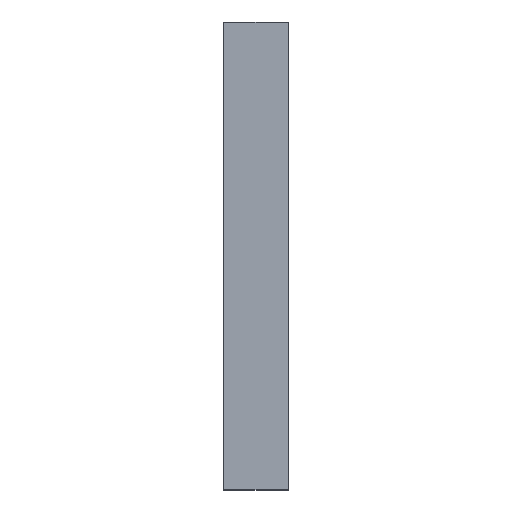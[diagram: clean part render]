
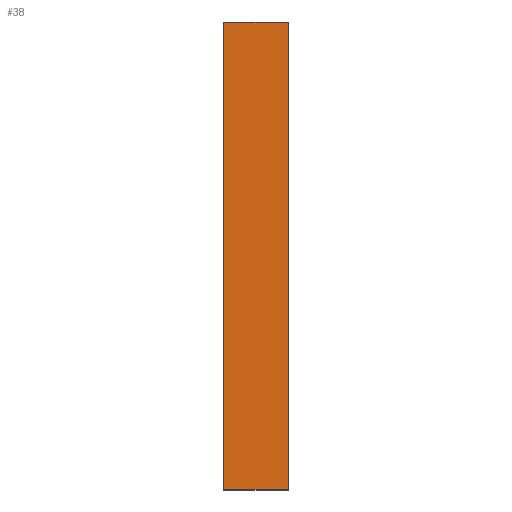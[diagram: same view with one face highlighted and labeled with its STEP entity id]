
A CAD part, left-side view. The second image highlights one B-rep face of the part: STEP entity #38.
In plain terms, the highlighted planar face has unit normal (-1, 0, 0).
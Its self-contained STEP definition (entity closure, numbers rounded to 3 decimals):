
#38 = ADVANCED_FACE ( 'NONE', ( #3191 ), #2113, .F. ) ;
#127 = CARTESIAN_POINT ( 'NONE',  ( -75., 10., -36.5 ) ) ;
#383 = CARTESIAN_POINT ( 'NONE',  ( -75., 10., 36.5 ) ) ;
#431 = CARTESIAN_POINT ( 'NONE',  ( -75., 0., 36.5 ) ) ;
#458 = VECTOR ( 'NONE', #1624, 1000. ) ;
#569 = CARTESIAN_POINT ( 'NONE',  ( -75., 0., 36.5 ) ) ;
#606 = DIRECTION ( 'NONE',  ( 0., 0., 1. ) ) ;
#632 = VERTEX_POINT ( 'NONE', #2663 ) ;
#680 = CARTESIAN_POINT ( 'NONE',  ( -75., 10., 36.5 ) ) ;
#703 = ORIENTED_EDGE ( 'NONE', *, *, #3282, .F. ) ;
#730 = VECTOR ( 'NONE', #1925, 1000. ) ;
#871 = VECTOR ( 'NONE', #606, 1000. ) ;
#891 = AXIS2_PLACEMENT_3D ( 'NONE', #383, #3581, #3070 ) ;
#994 = EDGE_LOOP ( 'NONE', ( #3145, #2670, #703, #3260 ) ) ;
#1624 = DIRECTION ( 'NONE',  ( 0., -1., 0. ) ) ;
#1734 = VECTOR ( 'NONE', #2616, 1000. ) ;
#1925 = DIRECTION ( 'NONE',  ( 0., -1., 0. ) ) ;
#2113 = PLANE ( 'NONE',  #891 ) ;
#2302 = VERTEX_POINT ( 'NONE', #431 ) ;
#2326 = LINE ( 'NONE', #127, #458 ) ;
#2504 = LINE ( 'NONE', #2564, #1734 ) ;
#2564 = CARTESIAN_POINT ( 'NONE',  ( -75., 10., 36.5 ) ) ;
#2616 = DIRECTION ( 'NONE',  ( 0., 0., 1. ) ) ;
#2663 = CARTESIAN_POINT ( 'NONE',  ( -75., 0., -36.5 ) ) ;
#2670 = ORIENTED_EDGE ( 'NONE', *, *, #3635, .F. ) ;
#2743 = EDGE_CURVE ( 'NONE', #2758, #632, #2326, .T. ) ;
#2758 = VERTEX_POINT ( 'NONE', #3085 ) ;
#3070 = DIRECTION ( 'NONE',  ( 0., 0., -1. ) ) ;
#3085 = CARTESIAN_POINT ( 'NONE',  ( -75., 10., -36.5 ) ) ;
#3145 = ORIENTED_EDGE ( 'NONE', *, *, #3315, .T. ) ;
#3191 = FACE_OUTER_BOUND ( 'NONE', #994, .T. ) ;
#3260 = ORIENTED_EDGE ( 'NONE', *, *, #2743, .T. ) ;
#3282 = EDGE_CURVE ( 'NONE', #2758, #3621, #2504, .T. ) ;
#3315 = EDGE_CURVE ( 'NONE', #632, #2302, #3735, .T. ) ;
#3318 = LINE ( 'NONE', #680, #730 ) ;
#3581 = DIRECTION ( 'NONE',  ( 1., 0., 0. ) ) ;
#3621 = VERTEX_POINT ( 'NONE', #3675 ) ;
#3635 = EDGE_CURVE ( 'NONE', #3621, #2302, #3318, .T. ) ;
#3675 = CARTESIAN_POINT ( 'NONE',  ( -75., 10., 36.5 ) ) ;
#3735 = LINE ( 'NONE', #569, #871 ) ;
